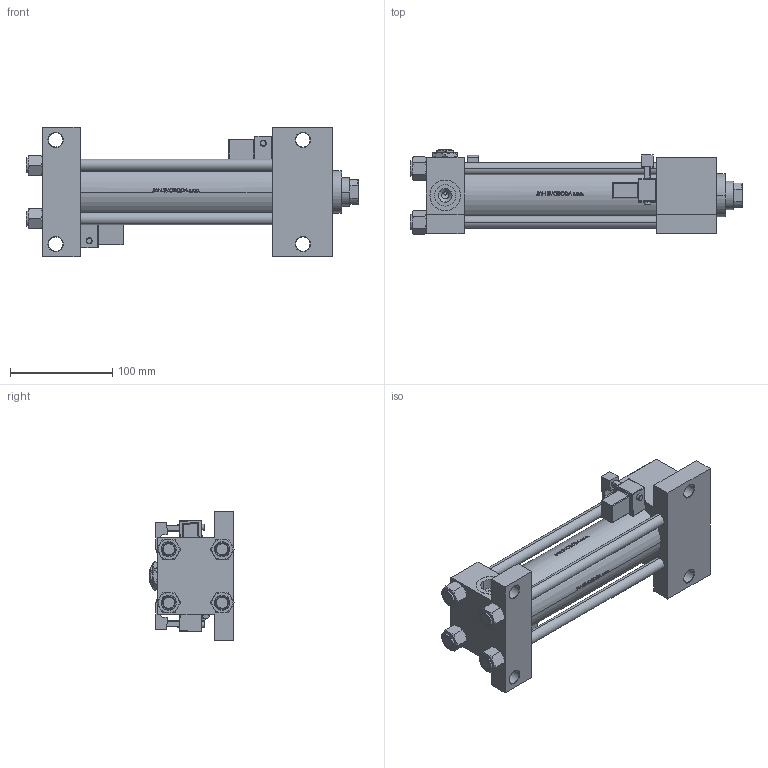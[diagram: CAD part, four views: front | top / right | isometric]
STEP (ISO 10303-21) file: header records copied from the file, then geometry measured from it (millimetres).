
FILE_DESCRIPTION (( 'STEP AP203' ), '1' );
FILE_NAME ('bb39.STEP', '2022-05-13T12:42:45', ( '' ), ( '' ), 'SwSTEP 2.0', 'SolidWorks 2019', '' );
FILE_SCHEMA (( 'CONFIG_CONTROL_DESIGN' ));
Length unit declared in the file: millimetre
Products named in the file (8): V215CR_G_TYCINKA 3d4c47c719594ae7bbcc5c4a5d88beb4; V215CR_VCP_G 3d4c47c719594ae7bbcc5c4a5d88beb4; V215CR_MSU 3d4c47c719594ae7bbcc5c4a5d88beb4; V215_VC_A 3d4c47c719594ae7bbcc5c4a5d88beb4; bb39; Zatka_pro_OIL_PORT 3d4c47c719594ae7bbcc5c4a5d88beb4; V215CR_G_Body 3d4c47c719594ae7bbcc5c4a5d88beb4; NUT_M5_G 3d4c47c719594ae7bbcc5c4a5d88beb4
Assembly tree (19 placements, depth 2):
  bb39
    V215CR_G_Body 3d4c47c719594ae7bbcc5c4a5d88beb4
    V215CR_VCP_G 3d4c47c719594ae7bbcc5c4a5d88beb4
    V215CR_G_TYCINKA 3d4c47c719594ae7bbcc5c4a5d88beb4  x6
    NUT_M5_G 3d4c47c719594ae7bbcc5c4a5d88beb4  x6
    V215_VC_A 3d4c47c719594ae7bbcc5c4a5d88beb4
    V215CR_MSU 3d4c47c719594ae7bbcc5c4a5d88beb4  x2
    Zatka_pro_OIL_PORT 3d4c47c719594ae7bbcc5c4a5d88beb4  x2
Bounding box: 325 x 82.27 x 127 mm (x, y, z)
Volume: 1073378.2 mm3; surface area: 277561.2 mm2
Topology: 19 solids, 19 shells, 1417 faces, 3490 edges, 2184 vertices
Faces by surface type: plane 556, bspline 380, cone 230, cylinder 203, torus 24, sphere 24
Entity records: 51519 total; most frequent: CARTESIAN_POINT 26738, ORIENTED_EDGE 5562, DIRECTION 3651, EDGE_CURVE 2781, VERTEX_POINT 1790, VECTOR 1433, LINE 1433, EDGE_LOOP 1207
